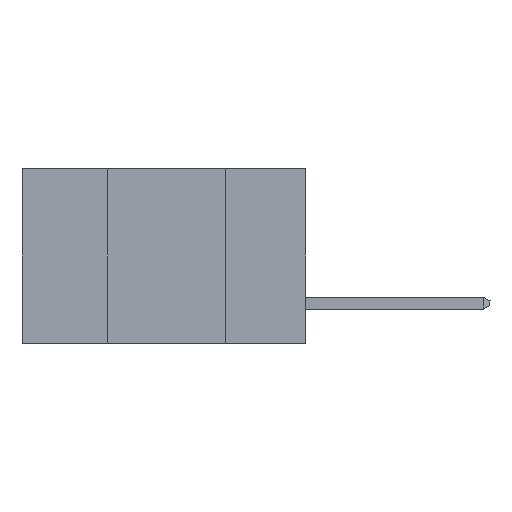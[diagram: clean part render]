
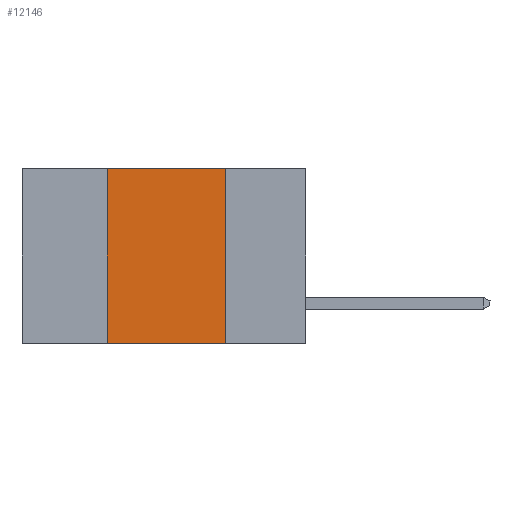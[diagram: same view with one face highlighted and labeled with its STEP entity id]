
A CAD part, left-side view. The second image highlights one B-rep face of the part: STEP entity #12146.
In plain terms, the highlighted planar face has unit normal (-1, 0, 0).
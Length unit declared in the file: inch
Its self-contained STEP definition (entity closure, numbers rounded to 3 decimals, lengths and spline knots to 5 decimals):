
#581 = VERTEX_POINT ( 'NONE', #20759 ) ;
#1540 = CARTESIAN_POINT ( 'NONE',  ( 0., 0.17, 0. ) ) ;
#1987 = EDGE_CURVE ( 'NONE', #8935, #581, #13659, .T. ) ;
#2179 = VERTEX_POINT ( 'NONE', #1540 ) ;
#2850 = DIRECTION ( 'NONE',  ( 0., -1., 0. ) ) ;
#3686 = FACE_OUTER_BOUND ( 'NONE', #6116, .T. ) ;
#3897 = VECTOR ( 'NONE', #4259, 39.37008 ) ;
#4259 = DIRECTION ( 'NONE',  ( 0., 0., 1. ) ) ;
#6116 = EDGE_LOOP ( 'NONE', ( #12903, #16010, #20137, #16003 ) ) ;
#7038 = DIRECTION ( 'NONE',  ( 0., 0., -1. ) ) ;
#7312 = LINE ( 'NONE', #18912, #18571 ) ;
#8935 = VERTEX_POINT ( 'NONE', #13632 ) ;
#9428 = DIRECTION ( 'NONE',  ( 1., 0., 0. ) ) ;
#11256 = PLANE ( 'NONE',  #15224 ) ;
#11910 = LINE ( 'NONE', #12022, #17266 ) ;
#12022 = CARTESIAN_POINT ( 'NONE',  ( 0., 0.6, -0.37 ) ) ;
#12146 = ADVANCED_FACE ( 'NONE', ( #3686 ), #11256, .F. ) ;
#12782 = EDGE_CURVE ( 'NONE', #2179, #17135, #18265, .T. ) ;
#12903 = ORIENTED_EDGE ( 'NONE', *, *, #12782, .F. ) ;
#13632 = CARTESIAN_POINT ( 'NONE',  ( 0., 0.42, -0.37 ) ) ;
#13659 = LINE ( 'NONE', #19041, #3897 ) ;
#14753 = DIRECTION ( 'NONE',  ( 0., -1., 0. ) ) ;
#15224 = AXIS2_PLACEMENT_3D ( 'NONE', #16854, #9428, #18346 ) ;
#15641 = VECTOR ( 'NONE', #7038, 39.37008 ) ;
#16003 = ORIENTED_EDGE ( 'NONE', *, *, #23478, .T. ) ;
#16010 = ORIENTED_EDGE ( 'NONE', *, *, #20356, .F. ) ;
#16185 = CARTESIAN_POINT ( 'NONE',  ( 0., 0.17, -0.37 ) ) ;
#16854 = CARTESIAN_POINT ( 'NONE',  ( 0., 0.6, 0. ) ) ;
#17135 = VERTEX_POINT ( 'NONE', #19143 ) ;
#17266 = VECTOR ( 'NONE', #2850, 39.37008 ) ;
#18265 = LINE ( 'NONE', #16185, #15641 ) ;
#18346 = DIRECTION ( 'NONE',  ( 0., 0., -1. ) ) ;
#18571 = VECTOR ( 'NONE', #14753, 39.37008 ) ;
#18912 = CARTESIAN_POINT ( 'NONE',  ( 0., 0.6, 0. ) ) ;
#19041 = CARTESIAN_POINT ( 'NONE',  ( 0., 0.42, -0.37 ) ) ;
#19143 = CARTESIAN_POINT ( 'NONE',  ( 0., 0.17, -0.37 ) ) ;
#20137 = ORIENTED_EDGE ( 'NONE', *, *, #1987, .F. ) ;
#20356 = EDGE_CURVE ( 'NONE', #581, #2179, #7312, .T. ) ;
#20759 = CARTESIAN_POINT ( 'NONE',  ( 0., 0.42, 0. ) ) ;
#23478 = EDGE_CURVE ( 'NONE', #8935, #17135, #11910, .T. ) ;
